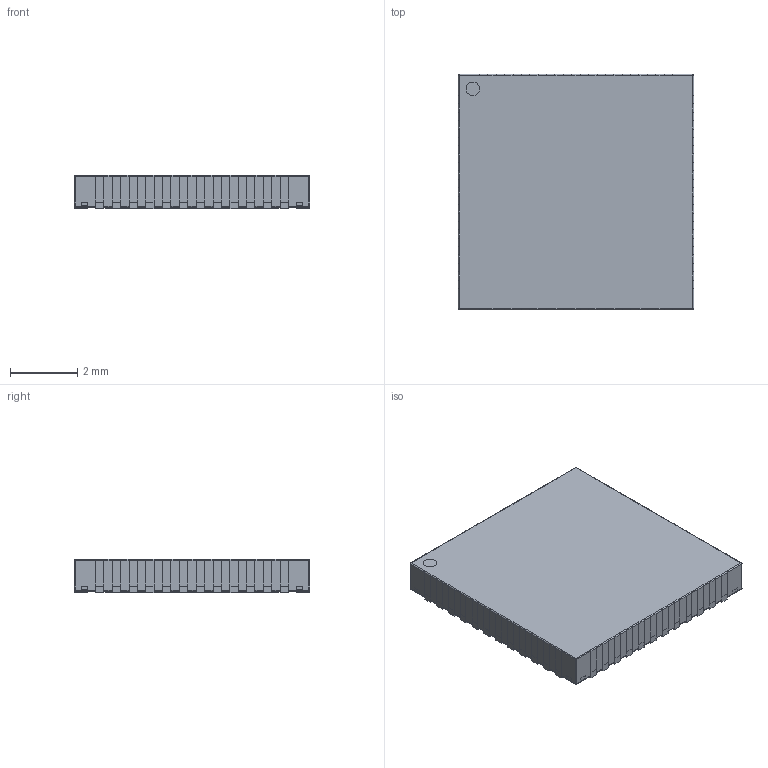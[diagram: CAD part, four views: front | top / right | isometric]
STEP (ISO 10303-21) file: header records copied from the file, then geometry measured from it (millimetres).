
FILE_DESCRIPTION(/* description */ (''),/* implementation_level */ '2;1');
FILE_NAME(/* name */ 'TI - VQFN48 RGZ.step',/* time_stamp */ '2020-07-27T22:22:53+01:00',/* author */ (''),/* organization */ (''),/* preprocessor_version */ 'ST-DEVELOPER v18.1',/* originating_system */ 'Autodesk Translation Framework v9.3.0.1241',/* authorisation */ '');
FILE_SCHEMA (('AUTOMOTIVE_DESIGN { 1 0 10303 214 3 1 1 }'));
Length unit declared in the file: millimetre
Products named in the file (1): TI - VQFN48 RGZ
Bounding box: 7 x 7 x 1 mm (x, y, z)
Volume: 48.1 mm3; surface area: 127.8 mm2
Topology: 1 solids, 1 shells, 522 faces, 1346 edges, 836 vertices
Faces by surface type: plane 309, cylinder 205, sphere 8
Full cylindrical faces by diameter (mm): 0.4 x1
Entity records: 15921 total; most frequent: DIRECTION 2706, CARTESIAN_POINT 2705, ORIENTED_EDGE 2692, EDGE_CURVE 1346, LINE 1032, VECTOR 1032, AXIS2_PLACEMENT_3D 837, VERTEX_POINT 836
